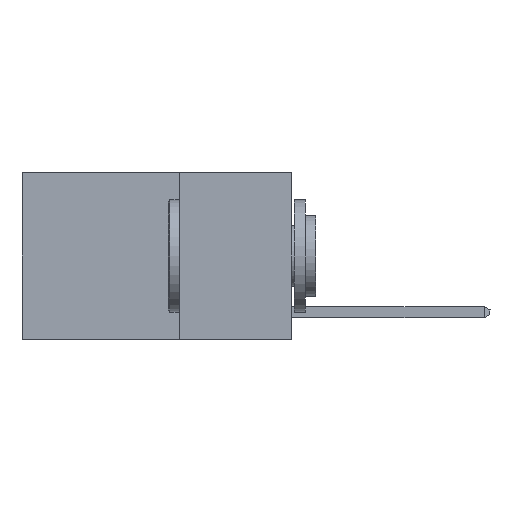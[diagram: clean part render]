
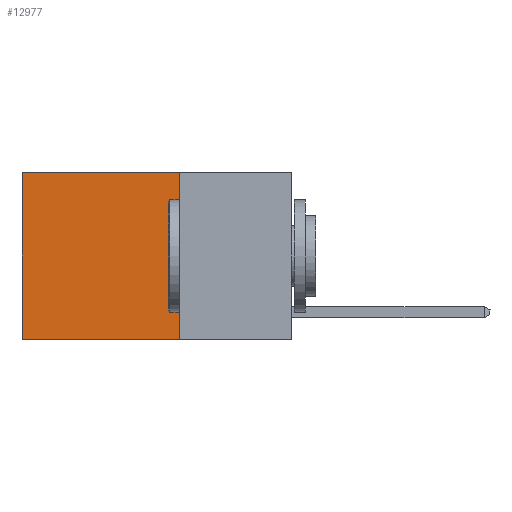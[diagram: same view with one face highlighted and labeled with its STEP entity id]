
A CAD part, left-side view. The second image highlights one B-rep face of the part: STEP entity #12977.
In plain terms, the highlighted planar face has unit normal (-1, 0, 0).
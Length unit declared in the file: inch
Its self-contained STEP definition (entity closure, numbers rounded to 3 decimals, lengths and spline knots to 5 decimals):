
#642 = LINE ( 'NONE', #13519, #17773 ) ;
#1857 = LINE ( 'NONE', #20411, #14664 ) ;
#1941 = VERTEX_POINT ( 'NONE', #1950 ) ;
#1950 = CARTESIAN_POINT ( 'NONE',  ( 0.2625, 0.25, -0.37 ) ) ;
#2090 = CARTESIAN_POINT ( 'NONE',  ( 0.2625, 0.6, 0. ) ) ;
#2327 = DIRECTION ( 'NONE',  ( 0., 0., -1. ) ) ;
#3080 = VECTOR ( 'NONE', #15517, 39.37008 ) ;
#4853 = DIRECTION ( 'NONE',  ( 0., 1., 0. ) ) ;
#5588 = CARTESIAN_POINT ( 'NONE',  ( 0.2625, 0.6, -0.37 ) ) ;
#5727 = PLANE ( 'NONE',  #20358 ) ;
#6346 = ORIENTED_EDGE ( 'NONE', *, *, #11066, .T. ) ;
#6456 = CARTESIAN_POINT ( 'NONE',  ( 0.2625, 0.25, -0.37 ) ) ;
#6580 = FACE_OUTER_BOUND ( 'NONE', #14994, .T. ) ;
#7030 = LINE ( 'NONE', #12255, #3080 ) ;
#7683 = EDGE_CURVE ( 'NONE', #18604, #1941, #642, .T. ) ;
#8636 = DIRECTION ( 'NONE',  ( 0., 0., -1. ) ) ;
#9055 = DIRECTION ( 'NONE',  ( 0., 0., -1. ) ) ;
#9691 = VECTOR ( 'NONE', #4853, 39.37008 ) ;
#10251 = VERTEX_POINT ( 'NONE', #2090 ) ;
#11066 = EDGE_CURVE ( 'NONE', #10251, #19220, #1857, .T. ) ;
#11130 = ORIENTED_EDGE ( 'NONE', *, *, #20131, .T. ) ;
#11277 = ORIENTED_EDGE ( 'NONE', *, *, #16034, .F. ) ;
#12255 = CARTESIAN_POINT ( 'NONE',  ( 0.2625, 0.25, 0. ) ) ;
#12977 = ADVANCED_FACE ( 'NONE', ( #6580 ), #5727, .F. ) ;
#13519 = CARTESIAN_POINT ( 'NONE',  ( 0.2625, 0.25, 0. ) ) ;
#14564 = LINE ( 'NONE', #6456, #9691 ) ;
#14664 = VECTOR ( 'NONE', #2327, 39.37008 ) ;
#14994 = EDGE_LOOP ( 'NONE', ( #6346, #11277, #16550, #11130 ) ) ;
#15517 = DIRECTION ( 'NONE',  ( 0., 1., 0. ) ) ;
#16034 = EDGE_CURVE ( 'NONE', #1941, #19220, #14564, .T. ) ;
#16550 = ORIENTED_EDGE ( 'NONE', *, *, #7683, .F. ) ;
#17168 = CARTESIAN_POINT ( 'NONE',  ( 0.2625, 0.25, 0. ) ) ;
#17773 = VECTOR ( 'NONE', #8636, 39.37008 ) ;
#18604 = VERTEX_POINT ( 'NONE', #18683 ) ;
#18683 = CARTESIAN_POINT ( 'NONE',  ( 0.2625, 0.25, 0. ) ) ;
#18786 = DIRECTION ( 'NONE',  ( 1., 0., 0. ) ) ;
#19220 = VERTEX_POINT ( 'NONE', #5588 ) ;
#20131 = EDGE_CURVE ( 'NONE', #18604, #10251, #7030, .T. ) ;
#20358 = AXIS2_PLACEMENT_3D ( 'NONE', #17168, #18786, #9055 ) ;
#20411 = CARTESIAN_POINT ( 'NONE',  ( 0.2625, 0.6, 0. ) ) ;
